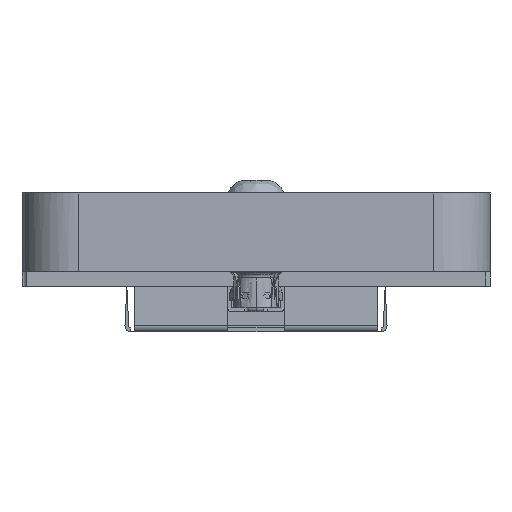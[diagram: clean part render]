
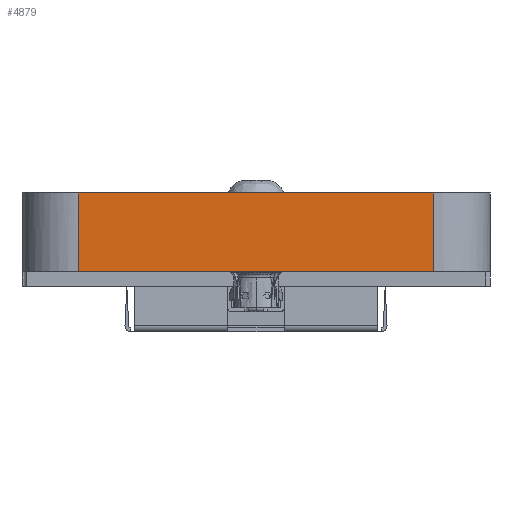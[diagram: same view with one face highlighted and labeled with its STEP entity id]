
A CAD part, front view. The second image highlights one B-rep face of the part: STEP entity #4879.
In plain terms, the highlighted planar face has unit normal (0, -1, 0).
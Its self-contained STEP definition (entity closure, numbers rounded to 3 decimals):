
#441 = VECTOR ( 'NONE', #11358, 1000. ) ;
#1151 = ORIENTED_EDGE ( 'NONE', *, *, #3444, .F. ) ;
#1515 = CARTESIAN_POINT ( 'NONE',  ( 9.5, 55.5, 5.568 ) ) ;
#1580 = VERTEX_POINT ( 'NONE', #7570 ) ;
#1778 = CARTESIAN_POINT ( 'NONE',  ( 0., 55.5, 5.568 ) ) ;
#2969 = VECTOR ( 'NONE', #15400, 1000. ) ;
#3444 = EDGE_CURVE ( 'NONE', #5788, #15353, #10807, .T. ) ;
#3511 = EDGE_LOOP ( 'NONE', ( #8135, #11785, #1151, #9518 ) ) ;
#3573 = DIRECTION ( 'NONE',  ( 0., 0., 1. ) ) ;
#3934 = CARTESIAN_POINT ( 'NONE',  ( -9.5, 55.5, 1.368 ) ) ;
#4879 = ADVANCED_FACE ( 'NONE', ( #10716 ), #10955, .F. ) ;
#5238 = EDGE_CURVE ( 'NONE', #1580, #5788, #5715, .T. ) ;
#5715 = LINE ( 'NONE', #1778, #15465 ) ;
#5788 = VERTEX_POINT ( 'NONE', #6157 ) ;
#6157 = CARTESIAN_POINT ( 'NONE',  ( 9.5, 55.5, 5.568 ) ) ;
#6282 = LINE ( 'NONE', #10327, #2969 ) ;
#7313 = DIRECTION ( 'NONE',  ( 0., 1., 0. ) ) ;
#7570 = CARTESIAN_POINT ( 'NONE',  ( -9.5, 55.5, 5.568 ) ) ;
#8135 = ORIENTED_EDGE ( 'NONE', *, *, #9171, .F. ) ;
#9083 = LINE ( 'NONE', #11496, #13735 ) ;
#9171 = EDGE_CURVE ( 'NONE', #9511, #1580, #9083, .T. ) ;
#9511 = VERTEX_POINT ( 'NONE', #3934 ) ;
#9518 = ORIENTED_EDGE ( 'NONE', *, *, #5238, .F. ) ;
#9583 = CARTESIAN_POINT ( 'NONE',  ( 9.5, 55.5, 1.368 ) ) ;
#10243 = DIRECTION ( 'NONE',  ( 0., 0., 1. ) ) ;
#10327 = CARTESIAN_POINT ( 'NONE',  ( 12.5, 55.5, 1.368 ) ) ;
#10716 = FACE_OUTER_BOUND ( 'NONE', #3511, .T. ) ;
#10807 = LINE ( 'NONE', #1515, #441 ) ;
#10955 = PLANE ( 'NONE',  #12551 ) ;
#11358 = DIRECTION ( 'NONE',  ( 0., 0., -1. ) ) ;
#11496 = CARTESIAN_POINT ( 'NONE',  ( -9.5, 55.5, 5.568 ) ) ;
#11686 = DIRECTION ( 'NONE',  ( 1., 0., 0. ) ) ;
#11785 = ORIENTED_EDGE ( 'NONE', *, *, #13648, .F. ) ;
#12551 = AXIS2_PLACEMENT_3D ( 'NONE', #16051, #7313, #3573 ) ;
#13648 = EDGE_CURVE ( 'NONE', #15353, #9511, #6282, .T. ) ;
#13735 = VECTOR ( 'NONE', #10243, 1000. ) ;
#15353 = VERTEX_POINT ( 'NONE', #9583 ) ;
#15400 = DIRECTION ( 'NONE',  ( -1., 0., 0. ) ) ;
#15465 = VECTOR ( 'NONE', #11686, 1000. ) ;
#16051 = CARTESIAN_POINT ( 'NONE',  ( 12.5, 55.5, 5.568 ) ) ;
